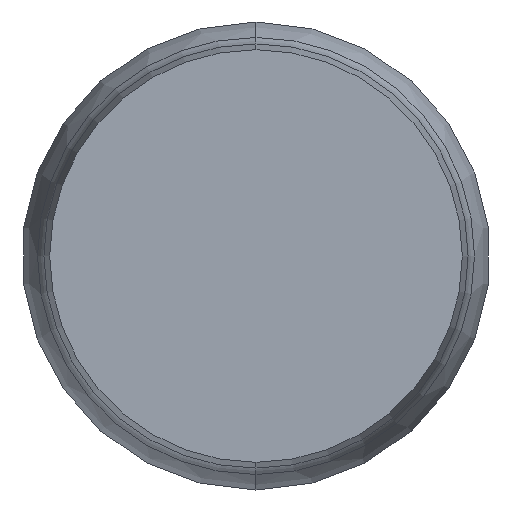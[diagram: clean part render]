
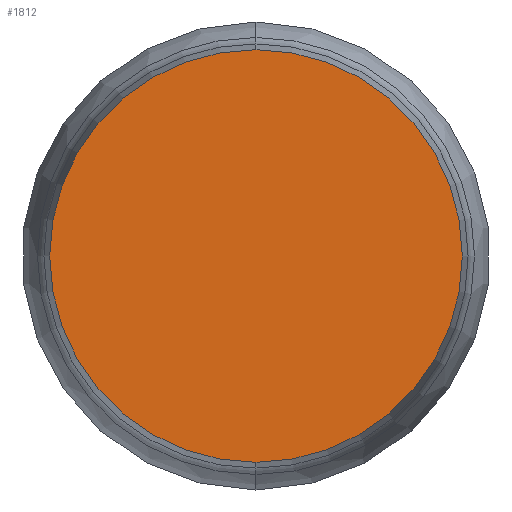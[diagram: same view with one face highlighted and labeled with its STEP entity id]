
A CAD part, left-side view. The second image highlights one B-rep face of the part: STEP entity #1812.
In plain terms, the highlighted planar face has unit normal (-1, 0, 0).
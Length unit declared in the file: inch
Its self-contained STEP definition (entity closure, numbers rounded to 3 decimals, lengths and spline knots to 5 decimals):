
#388 = DIRECTION ( 'NONE',  ( 0., 0., -1. ) ) ;
#390 = DIRECTION ( 'NONE',  ( 1., 0., 0. ) ) ;
#391 = CARTESIAN_POINT ( 'NONE',  ( 0., 0., 0. ) ) ;
#820 = DIRECTION ( 'NONE',  ( 0., 0., -1. ) ) ;
#821 = DIRECTION ( 'NONE',  ( 1., 0., 0. ) ) ;
#822 = CARTESIAN_POINT ( 'NONE',  ( 0., 0., 0. ) ) ;
#870 = CARTESIAN_POINT ( 'NONE',  ( 0., 0., 0.0321 ) ) ;
#896 = CARTESIAN_POINT ( 'NONE',  ( 0., 0., -0.0321 ) ) ;
#899 = VERTEX_POINT ( 'NONE', #896 ) ;
#929 = VERTEX_POINT ( 'NONE', #870 ) ;
#969 = EDGE_LOOP ( 'NONE', ( #1060, #1061 ) ) ;
#1060 = ORIENTED_EDGE ( 'NONE', *, *, #1684, .F. ) ;
#1061 = ORIENTED_EDGE ( 'NONE', *, *, #1760, .F. ) ;
#1224 = DIRECTION ( 'NONE',  ( -1., 0., 0. ) ) ;
#1258 = CARTESIAN_POINT ( 'NONE',  ( 0., 0.0321, 0. ) ) ;
#1319 = DIRECTION ( 'NONE',  ( 0., 0., 1. ) ) ;
#1373 = FACE_OUTER_BOUND ( 'NONE', #969, .T. ) ;
#1381 = PLANE ( 'NONE',  #1634 ) ;
#1490 = AXIS2_PLACEMENT_3D ( 'NONE', #391, #390, #388 ) ;
#1493 = CIRCLE ( 'NONE', #1490, 0.0321 ) ;
#1614 = AXIS2_PLACEMENT_3D ( 'NONE', #822, #821, #820 ) ;
#1616 = CIRCLE ( 'NONE', #1614, 0.0321 ) ;
#1634 = AXIS2_PLACEMENT_3D ( 'NONE', #1258, #1224, #1319 ) ;
#1684 = EDGE_CURVE ( 'NONE', #899, #929, #1616, .T. ) ;
#1760 = EDGE_CURVE ( 'NONE', #929, #899, #1493, .T. ) ;
#1812 = ADVANCED_FACE ( 'NONE', ( #1373 ), #1381, .T. ) ;
